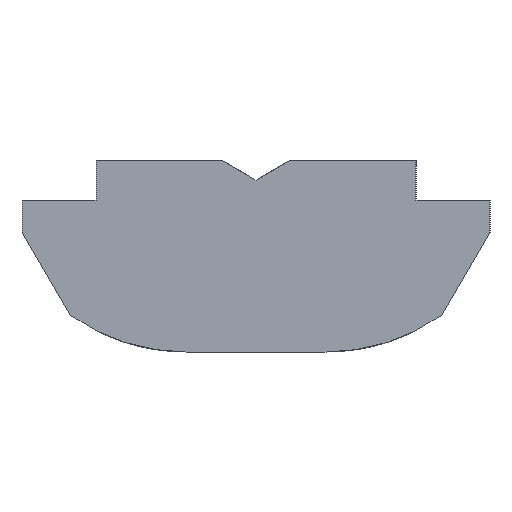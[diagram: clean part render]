
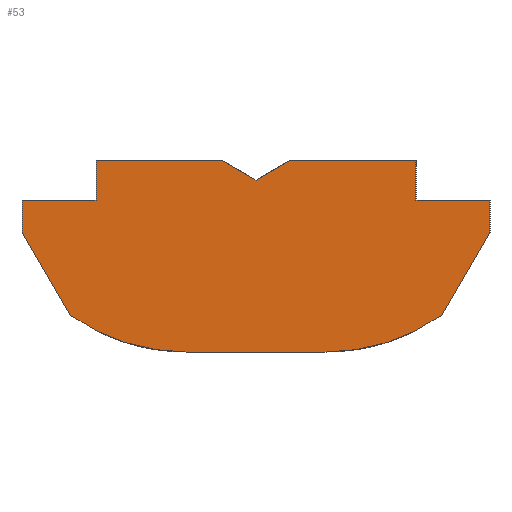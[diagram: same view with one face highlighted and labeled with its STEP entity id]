
A CAD part, left-side view. The second image highlights one B-rep face of the part: STEP entity #53.
In plain terms, the highlighted planar face has unit normal (-1, 0, 0).
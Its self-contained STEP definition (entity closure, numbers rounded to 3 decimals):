
#53=ADVANCED_FACE('',(#128),#129,.F.);
#128=FACE_OUTER_BOUND('',#221,.T.);
#129=PLANE('',#222);
#221=EDGE_LOOP('',(#309,#310,#311,#312,#313,#314,#315,#316,#317,#318,#319,#320,#321,#322,#323));
#222=AXIS2_PLACEMENT_3D('',#324,#325,#326);
#309=ORIENTED_EDGE('',*,*,#578,.F.);
#310=ORIENTED_EDGE('',*,*,#579,.F.);
#311=ORIENTED_EDGE('',*,*,#580,.F.);
#312=ORIENTED_EDGE('',*,*,#581,.F.);
#313=ORIENTED_EDGE('',*,*,#582,.F.);
#314=ORIENTED_EDGE('',*,*,#583,.F.);
#315=ORIENTED_EDGE('',*,*,#584,.F.);
#316=ORIENTED_EDGE('',*,*,#585,.F.);
#317=ORIENTED_EDGE('',*,*,#586,.F.);
#318=ORIENTED_EDGE('',*,*,#587,.F.);
#319=ORIENTED_EDGE('',*,*,#588,.F.);
#320=ORIENTED_EDGE('',*,*,#589,.F.);
#321=ORIENTED_EDGE('',*,*,#590,.F.);
#322=ORIENTED_EDGE('',*,*,#591,.T.);
#323=ORIENTED_EDGE('',*,*,#592,.T.);
#324=CARTESIAN_POINT('',(-8.0,0.0,0.0));
#325=DIRECTION('',(1.0,0.0,0.0));
#326=DIRECTION('',(0.0,1.0,-0.0));
#578=EDGE_CURVE('',#685,#686,#687,.T.);
#579=EDGE_CURVE('',#688,#685,#689,.T.);
#580=EDGE_CURVE('',#690,#688,#691,.T.);
#581=EDGE_CURVE('',#692,#690,#693,.T.);
#582=EDGE_CURVE('',#694,#692,#695,.T.);
#583=EDGE_CURVE('',#696,#694,#697,.T.);
#584=EDGE_CURVE('',#698,#696,#699,.T.);
#585=EDGE_CURVE('',#700,#698,#701,.T.);
#586=EDGE_CURVE('',#702,#700,#703,.T.);
#587=EDGE_CURVE('',#704,#702,#705,.T.);
#588=EDGE_CURVE('',#706,#704,#707,.T.);
#589=EDGE_CURVE('',#708,#706,#709,.T.);
#590=EDGE_CURVE('',#710,#708,#711,.T.);
#591=EDGE_CURVE('',#710,#712,#713,.T.);
#592=EDGE_CURVE('',#712,#686,#714,.T.);
#685=VERTEX_POINT('',#842);
#686=VERTEX_POINT('',#843);
#687=LINE('',#844,#845);
#688=VERTEX_POINT('',#846);
#689=LINE('',#847,#848);
#690=VERTEX_POINT('',#849);
#691=LINE('',#850,#851);
#692=VERTEX_POINT('',#852);
#693=LINE('',#853,#854);
#694=VERTEX_POINT('',#855);
#695=LINE('',#856,#857);
#696=VERTEX_POINT('',#858);
#697=CIRCLE('',#859,5.0);
#698=VERTEX_POINT('',#860);
#699=LINE('',#861,#862);
#700=VERTEX_POINT('',#863);
#701=CIRCLE('',#864,5.0);
#702=VERTEX_POINT('',#865);
#703=LINE('',#866,#867);
#704=VERTEX_POINT('',#868);
#705=LINE('',#869,#870);
#706=VERTEX_POINT('',#871);
#707=LINE('',#872,#873);
#708=VERTEX_POINT('',#874);
#709=LINE('',#875,#876);
#710=VERTEX_POINT('',#877);
#711=LINE('',#878,#879);
#712=VERTEX_POINT('',#880);
#713=LINE('',#881,#882);
#714=LINE('',#883,#884);
#842=CARTESIAN_POINT('',(-8.0,4.0,1.0));
#843=CARTESIAN_POINT('',(-8.0,0.866,1.0));
#844=CARTESIAN_POINT('',(-8.0,4.0,1.0));
#845=VECTOR('',#1112,3.134);
#846=CARTESIAN_POINT('',(-8.0,4.0,0.0));
#847=CARTESIAN_POINT('',(-8.0,4.0,0.0));
#848=VECTOR('',#1113,1.0);
#849=CARTESIAN_POINT('',(-8.0,5.85,0.0));
#850=CARTESIAN_POINT('',(-8.0,5.85,0.0));
#851=VECTOR('',#1114,1.85);
#852=CARTESIAN_POINT('',(-8.0,5.85,-0.8));
#853=CARTESIAN_POINT('',(-8.0,5.85,-0.8));
#854=VECTOR('',#1115,0.8);
#855=CARTESIAN_POINT('',(-8.0,4.655,-2.869));
#856=CARTESIAN_POINT('',(-8.0,4.655,-2.869));
#857=VECTOR('',#1116,2.389);
#858=CARTESIAN_POINT('',(-8.0,1.75,-3.8));
#859=AXIS2_PLACEMENT_3D('',#1117,#1118,#1119);
#860=CARTESIAN_POINT('',(-8.0,-1.75,-3.8));
#861=CARTESIAN_POINT('',(-8.0,-1.75,-3.8));
#862=VECTOR('',#1120,3.5);
#863=CARTESIAN_POINT('',(-8.0,-4.655,-2.869));
#864=AXIS2_PLACEMENT_3D('',#1121,#1122,#1123);
#865=CARTESIAN_POINT('',(-8.0,-5.85,-0.8));
#866=CARTESIAN_POINT('',(-8.0,-5.85,-0.8));
#867=VECTOR('',#1124,2.389);
#868=CARTESIAN_POINT('',(-8.0,-5.85,0.0));
#869=CARTESIAN_POINT('',(-8.0,-5.85,0.0));
#870=VECTOR('',#1125,0.8);
#871=CARTESIAN_POINT('',(-8.0,-4.0,0.0));
#872=CARTESIAN_POINT('',(-8.0,-4.0,0.0));
#873=VECTOR('',#1126,1.85);
#874=CARTESIAN_POINT('',(-8.0,-4.0,1.0));
#875=CARTESIAN_POINT('',(-8.0,-4.0,1.0));
#876=VECTOR('',#1127,1.0);
#877=CARTESIAN_POINT('',(-8.0,-0.866,1.0));
#878=CARTESIAN_POINT('',(-8.0,-0.866,1.0));
#879=VECTOR('',#1128,3.134);
#880=CARTESIAN_POINT('',(-8.0,0.,0.5));
#881=CARTESIAN_POINT('',(-8.0,-0.866,1.0));
#882=VECTOR('',#1129,1.0);
#883=CARTESIAN_POINT('',(-8.0,0.,0.5));
#884=VECTOR('',#1130,1.0);
#1112=DIRECTION('',(0.0,-1.0,0.0));
#1113=DIRECTION('',(0.0,0.0,1.0));
#1114=DIRECTION('',(0.0,-1.0,0.0));
#1115=DIRECTION('',(0.0,0.0,1.0));
#1116=DIRECTION('',(0.0,0.5,0.866));
#1117=CARTESIAN_POINT('',(-8.0,1.75,1.2));
#1118=DIRECTION('',(1.0,0.0,0.0));
#1119=DIRECTION('',(0.0,0.0,-1.0));
#1120=DIRECTION('',(0.0,1.0,0.0));
#1121=CARTESIAN_POINT('',(-8.0,-1.75,1.2));
#1122=DIRECTION('',(1.0,0.,0.));
#1123=DIRECTION('',(0.,-0.581,-0.814));
#1124=DIRECTION('',(0.0,0.5,-0.866));
#1125=DIRECTION('',(0.0,0.0,-1.0));
#1126=DIRECTION('',(0.0,-1.0,0.0));
#1127=DIRECTION('',(0.0,0.0,-1.0));
#1128=DIRECTION('',(0.0,-1.0,0.0));
#1129=DIRECTION('',(0.0,0.866,-0.5));
#1130=DIRECTION('',(0.0,0.866,0.5));
